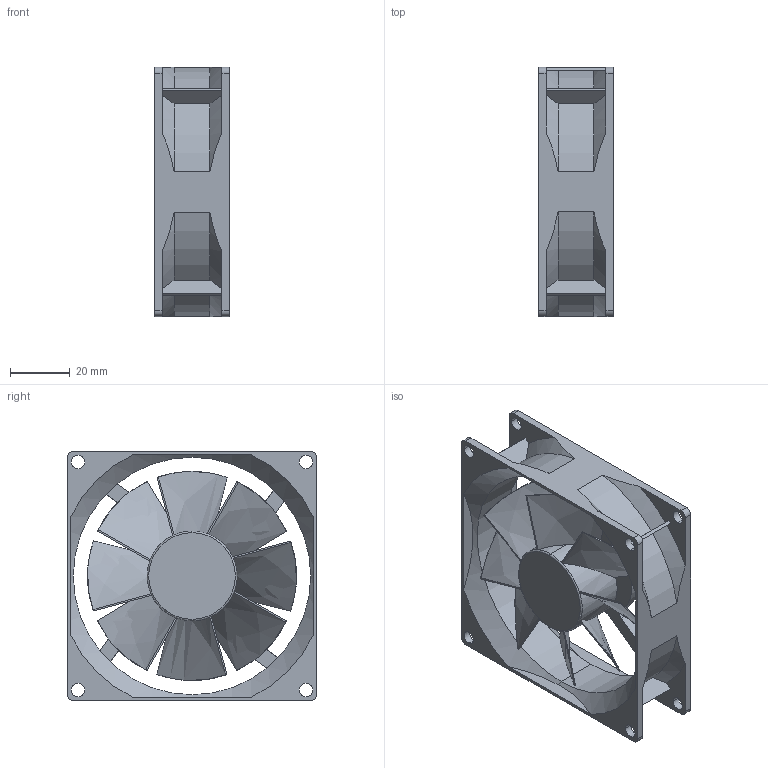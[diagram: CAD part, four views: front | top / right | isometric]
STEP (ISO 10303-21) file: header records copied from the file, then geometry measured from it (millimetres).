
FILE_DESCRIPTION (( 'STEP AP214' ), '1' );
FILE_NAME ('Fan.STEP', '2023-05-29T16:38:12', ( '' ), ( '' ), 'SwSTEP 2.0', 'SolidWorks 2023', '' );
FILE_SCHEMA (( 'AUTOMOTIVE_DESIGN' ));
Length unit declared in the file: millimetre
Products named in the file (3): Housing; Propellor; Fan
Assembly tree (2 placements, depth 2):
  Fan
    Housing
    Propellor
Bounding box: 25 x 83.42 x 83.42 mm (x, y, z)
Volume: 28256.7 mm3; surface area: 36223.7 mm2
Topology: 2 solids, 2 shells, 170 faces, 482 edges, 314 vertices
Faces by surface type: cylinder 66, plane 66, cone 20, bspline 16, torus 2
Entity records: 6374 total; most frequent: CARTESIAN_POINT 1881, ORIENTED_EDGE 964, DIRECTION 894, EDGE_CURVE 482, AXIS2_PLACEMENT_3D 345, VERTEX_POINT 314, VECTOR 204, LINE 204
